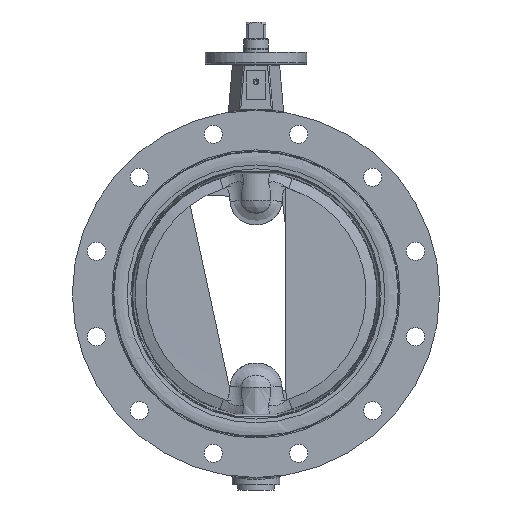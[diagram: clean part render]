
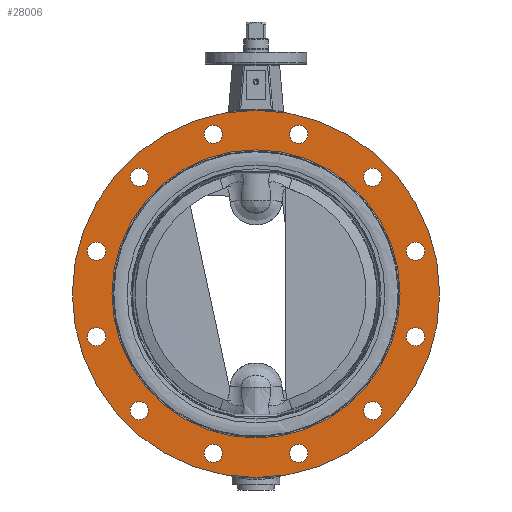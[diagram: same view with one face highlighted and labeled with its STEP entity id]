
A CAD part, left-side view. The second image highlights one B-rep face of the part: STEP entity #28006.
In plain terms, the highlighted planar face has unit normal (-1, 0, 0).
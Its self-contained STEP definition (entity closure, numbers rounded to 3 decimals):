
#27447=CARTESIAN_POINT('',(-32.5,222.5,0.));
#27448=VERTEX_POINT('',#27447);
#27449=CARTESIAN_POINT('',(-32.5,0.0,0.0));
#27450=DIRECTION('',(-1.0,0.0,0.0));
#27451=DIRECTION('',(0.0,-1.0,0.0));
#27452=AXIS2_PLACEMENT_3D('',#27449,#27450,#27451);
#27453=CIRCLE('',#27452,222.5);
#27454=EDGE_CURVE('',#27448,#27448,#27453,.T.);
#27851=CARTESIAN_POINT('',(-32.5,0.0,174.5));
#27852=VERTEX_POINT('',#27851);
#27853=CARTESIAN_POINT('',(-32.5,0.0,0.0));
#27854=DIRECTION('',(1.0,0.0,0.0));
#27855=DIRECTION('',(0.0,0.0,1.0));
#27856=AXIS2_PLACEMENT_3D('',#27853,#27854,#27855);
#27857=CIRCLE('',#27856,174.5);
#27858=EDGE_CURVE('',#27852,#27852,#27857,.T.);
#27863=CARTESIAN_POINT('',(-32.5,0.0,199.75));
#27864=DIRECTION('',(1.0,0.0,0.0));
#27865=DIRECTION('',(0.0,0.0,-1.0));
#27866=AXIS2_PLACEMENT_3D('',#27863,#27864,#27865);
#27867=PLANE('',#27866);
#27868=ORIENTED_EDGE('',*,*,#27454,.T.);
#27869=EDGE_LOOP('',(#27868));
#27870=FACE_OUTER_BOUND('',#27869,.T.);
#27871=CARTESIAN_POINT('',(-32.5,198.685,42.238));
#27872=VERTEX_POINT('',#27871);
#27873=CARTESIAN_POINT('',(-32.5,193.185,51.764));
#27874=DIRECTION('',(1.,0.0,0.0));
#27875=DIRECTION('',(0.0,-0.5,0.866));
#27876=AXIS2_PLACEMENT_3D('',#27873,#27874,#27875);
#27877=CIRCLE('',#27876,11.0);
#27878=EDGE_CURVE('',#27872,#27872,#27877,.T.);
#27879=ORIENTED_EDGE('',*,*,#27878,.T.);
#27880=EDGE_LOOP('',(#27879));
#27881=FACE_BOUND('',#27880,.T.);
#27882=CARTESIAN_POINT('',(-32.5,193.185,-62.764));
#27883=VERTEX_POINT('',#27882);
#27884=CARTESIAN_POINT('',(-32.5,193.185,-51.764));
#27885=DIRECTION('',(1.0,0.0,0.0));
#27886=DIRECTION('',(0.0,0.0,1.0));
#27887=AXIS2_PLACEMENT_3D('',#27884,#27885,#27886);
#27888=CIRCLE('',#27887,11.0);
#27889=EDGE_CURVE('',#27883,#27883,#27888,.T.);
#27890=ORIENTED_EDGE('',*,*,#27889,.T.);
#27891=EDGE_LOOP('',(#27890));
#27892=FACE_BOUND('',#27891,.T.);
#27893=CARTESIAN_POINT('',(-32.5,135.921,-150.948));
#27894=VERTEX_POINT('',#27893);
#27895=CARTESIAN_POINT('',(-32.5,141.421,-141.421));
#27896=DIRECTION('',(1.,0.0,0.0));
#27897=DIRECTION('',(0.0,0.5,0.866));
#27898=AXIS2_PLACEMENT_3D('',#27895,#27896,#27897);
#27899=CIRCLE('',#27898,11.0);
#27900=EDGE_CURVE('',#27894,#27894,#27899,.T.);
#27901=ORIENTED_EDGE('',*,*,#27900,.T.);
#27902=EDGE_LOOP('',(#27901));
#27903=FACE_BOUND('',#27902,.T.);
#27904=CARTESIAN_POINT('',(-32.5,42.238,-198.685));
#27905=VERTEX_POINT('',#27904);
#27906=CARTESIAN_POINT('',(-32.5,51.764,-193.185));
#27907=DIRECTION('',(1.0,0.0,0.0));
#27908=DIRECTION('',(0.0,0.866,0.5));
#27909=AXIS2_PLACEMENT_3D('',#27906,#27907,#27908);
#27910=CIRCLE('',#27909,11.);
#27911=EDGE_CURVE('',#27905,#27905,#27910,.T.);
#27912=ORIENTED_EDGE('',*,*,#27911,.T.);
#27913=EDGE_LOOP('',(#27912));
#27914=FACE_BOUND('',#27913,.T.);
#27915=CARTESIAN_POINT('',(-32.5,-62.764,-193.185));
#27916=VERTEX_POINT('',#27915);
#27917=CARTESIAN_POINT('',(-32.5,-51.764,-193.185));
#27918=DIRECTION('',(1.0,0.0,0.0));
#27919=DIRECTION('',(0.0,1.0,0.0));
#27920=AXIS2_PLACEMENT_3D('',#27917,#27918,#27919);
#27921=CIRCLE('',#27920,11.0);
#27922=EDGE_CURVE('',#27916,#27916,#27921,.T.);
#27923=ORIENTED_EDGE('',*,*,#27922,.T.);
#27924=EDGE_LOOP('',(#27923));
#27925=FACE_BOUND('',#27924,.T.);
#27926=CARTESIAN_POINT('',(-32.5,-150.948,-135.921));
#27927=VERTEX_POINT('',#27926);
#27928=CARTESIAN_POINT('',(-32.5,-141.421,-141.421));
#27929=DIRECTION('',(1.0,0.0,0.0));
#27930=DIRECTION('',(0.0,0.866,-0.5));
#27931=AXIS2_PLACEMENT_3D('',#27928,#27929,#27930);
#27932=CIRCLE('',#27931,11.);
#27933=EDGE_CURVE('',#27927,#27927,#27932,.T.);
#27934=ORIENTED_EDGE('',*,*,#27933,.T.);
#27935=EDGE_LOOP('',(#27934));
#27936=FACE_BOUND('',#27935,.T.);
#27937=CARTESIAN_POINT('',(-32.5,-198.685,-42.238));
#27938=VERTEX_POINT('',#27937);
#27939=CARTESIAN_POINT('',(-32.5,-193.185,-51.764));
#27940=DIRECTION('',(1.0,0.0,0.0));
#27941=DIRECTION('',(0.0,0.5,-0.866));
#27942=AXIS2_PLACEMENT_3D('',#27939,#27940,#27941);
#27943=CIRCLE('',#27942,11.);
#27944=EDGE_CURVE('',#27938,#27938,#27943,.T.);
#27945=ORIENTED_EDGE('',*,*,#27944,.T.);
#27946=EDGE_LOOP('',(#27945));
#27947=FACE_BOUND('',#27946,.T.);
#27948=CARTESIAN_POINT('',(-32.5,-193.185,62.764));
#27949=VERTEX_POINT('',#27948);
#27950=CARTESIAN_POINT('',(-32.5,-193.185,51.764));
#27951=DIRECTION('',(1.0,0.0,0.0));
#27952=DIRECTION('',(0.0,0.0,-1.0));
#27953=AXIS2_PLACEMENT_3D('',#27950,#27951,#27952);
#27954=CIRCLE('',#27953,11.0);
#27955=EDGE_CURVE('',#27949,#27949,#27954,.T.);
#27956=ORIENTED_EDGE('',*,*,#27955,.T.);
#27957=EDGE_LOOP('',(#27956));
#27958=FACE_BOUND('',#27957,.T.);
#27959=CARTESIAN_POINT('',(-32.5,-135.921,150.948));
#27960=VERTEX_POINT('',#27959);
#27961=CARTESIAN_POINT('',(-32.5,-141.421,141.421));
#27962=DIRECTION('',(1.,0.0,0.0));
#27963=DIRECTION('',(0.0,-0.5,-0.866));
#27964=AXIS2_PLACEMENT_3D('',#27961,#27962,#27963);
#27965=CIRCLE('',#27964,11.0);
#27966=EDGE_CURVE('',#27960,#27960,#27965,.T.);
#27967=ORIENTED_EDGE('',*,*,#27966,.T.);
#27968=EDGE_LOOP('',(#27967));
#27969=FACE_BOUND('',#27968,.T.);
#27970=CARTESIAN_POINT('',(-32.5,-42.238,198.685));
#27971=VERTEX_POINT('',#27970);
#27972=CARTESIAN_POINT('',(-32.5,-51.764,193.185));
#27973=DIRECTION('',(1.,0.0,0.0));
#27974=DIRECTION('',(0.0,-0.866,-0.5));
#27975=AXIS2_PLACEMENT_3D('',#27972,#27973,#27974);
#27976=CIRCLE('',#27975,11.0);
#27977=EDGE_CURVE('',#27971,#27971,#27976,.T.);
#27978=ORIENTED_EDGE('',*,*,#27977,.T.);
#27979=EDGE_LOOP('',(#27978));
#27980=FACE_BOUND('',#27979,.T.);
#27981=CARTESIAN_POINT('',(-32.5,150.948,135.921));
#27982=VERTEX_POINT('',#27981);
#27983=CARTESIAN_POINT('',(-32.5,141.421,141.421));
#27984=DIRECTION('',(1.0,0.0,0.0));
#27985=DIRECTION('',(0.0,-0.866,0.5));
#27986=AXIS2_PLACEMENT_3D('',#27983,#27984,#27985);
#27987=CIRCLE('',#27986,11.0);
#27988=EDGE_CURVE('',#27982,#27982,#27987,.T.);
#27989=ORIENTED_EDGE('',*,*,#27988,.T.);
#27990=EDGE_LOOP('',(#27989));
#27991=FACE_BOUND('',#27990,.T.);
#27992=CARTESIAN_POINT('',(-32.5,62.764,193.185));
#27993=VERTEX_POINT('',#27992);
#27994=CARTESIAN_POINT('',(-32.5,51.764,193.185));
#27995=DIRECTION('',(1.0,0.0,0.0));
#27996=DIRECTION('',(0.0,-1.0,0.0));
#27997=AXIS2_PLACEMENT_3D('',#27994,#27995,#27996);
#27998=CIRCLE('',#27997,11.0);
#27999=EDGE_CURVE('',#27993,#27993,#27998,.T.);
#28000=ORIENTED_EDGE('',*,*,#27999,.T.);
#28001=EDGE_LOOP('',(#28000));
#28002=FACE_BOUND('',#28001,.T.);
#28003=ORIENTED_EDGE('',*,*,#27858,.T.);
#28004=EDGE_LOOP('',(#28003));
#28005=FACE_BOUND('',#28004,.T.);
#28006=ADVANCED_FACE('',(#27870,#27881,#27892,#27903,#27914,#27925,#27936,#27947,#27958,#27969,#27980,#27991,#28002,#28005),#27867,.F.);
